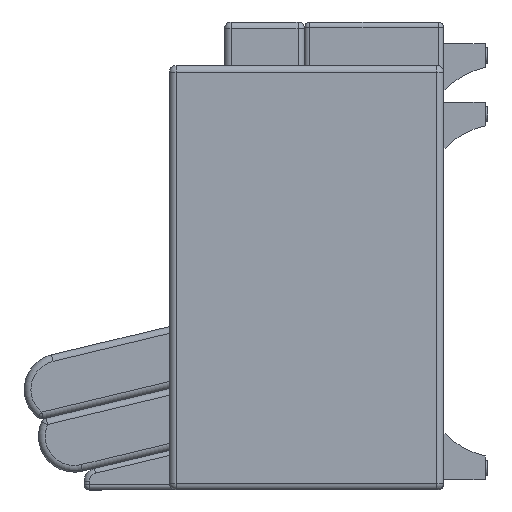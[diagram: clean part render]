
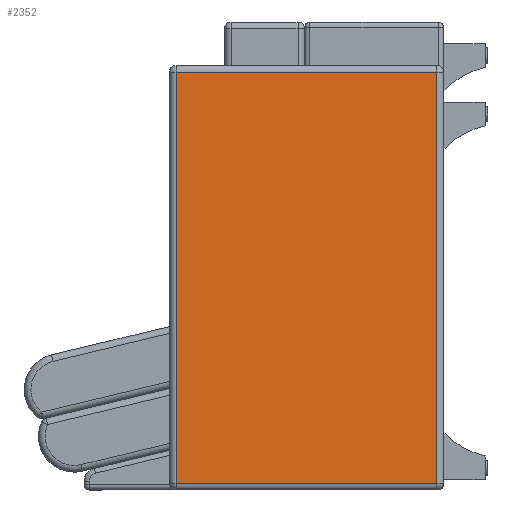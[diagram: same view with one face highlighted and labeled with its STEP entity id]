
A CAD part, left-side view. The second image highlights one B-rep face of the part: STEP entity #2352.
In plain terms, the highlighted face is planar.
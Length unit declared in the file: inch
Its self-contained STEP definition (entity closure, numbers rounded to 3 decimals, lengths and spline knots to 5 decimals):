
#162=PLANE('',#2819);
#353=FACE_OUTER_BOUND('',#527,.T.);
#527=EDGE_LOOP('',(#2064,#2065,#2066,#2067));
#672=LINE('',#4290,#824);
#680=LINE('',#4327,#832);
#682=LINE('',#4333,#834);
#683=LINE('',#4334,#835);
#824=VECTOR('',#3571,0.3937);
#832=VECTOR('',#3617,0.3937);
#834=VECTOR('',#3623,0.3937);
#835=VECTOR('',#3624,0.3937);
#1157=VERTEX_POINT('',#4287);
#1158=VERTEX_POINT('',#4289);
#1168=VERTEX_POINT('',#4326);
#1170=VERTEX_POINT('',#4332);
#1449=EDGE_CURVE('',#1157,#1158,#672,.T.);
#1468=EDGE_CURVE('',#1158,#1168,#680,.T.);
#1471=EDGE_CURVE('',#1170,#1157,#682,.T.);
#1472=EDGE_CURVE('',#1168,#1170,#683,.T.);
#2064=ORIENTED_EDGE('',*,*,#1449,.F.);
#2065=ORIENTED_EDGE('',*,*,#1471,.F.);
#2066=ORIENTED_EDGE('',*,*,#1472,.F.);
#2067=ORIENTED_EDGE('',*,*,#1468,.F.);
#2352=ADVANCED_FACE('',(#353),#162,.T.);
#2819=AXIS2_PLACEMENT_3D('',#4331,#3621,#3622);
#3571=DIRECTION('',(0.,0.,-1.));
#3617=DIRECTION('',(0.,-1.,0.));
#3621=DIRECTION('center_axis',(1.,0.,0.));
#3622=DIRECTION('ref_axis',(0.,0.,-1.));
#3623=DIRECTION('',(0.,1.,0.));
#3624=DIRECTION('',(0.,0.,1.));
#4287=CARTESIAN_POINT('',(2.5,10.05631,13.97163));
#4289=CARTESIAN_POINT('',(2.5,10.05631,-16.77268));
#4290=CARTESIAN_POINT('',(2.5,10.05631,-9.21161));
#4326=CARTESIAN_POINT('',(2.5,-9.44369,-16.77268));
#4327=CARTESIAN_POINT('',(2.5,-4.94369,-16.77268));
#4331=CARTESIAN_POINT('Origin',(2.5,0.05631,-1.40053));
#4332=CARTESIAN_POINT('',(2.5,-9.44369,13.97163));
#4333=CARTESIAN_POINT('',(2.5,5.05631,13.97163));
#4334=CARTESIAN_POINT('',(2.5,-9.44369,6.41055));
